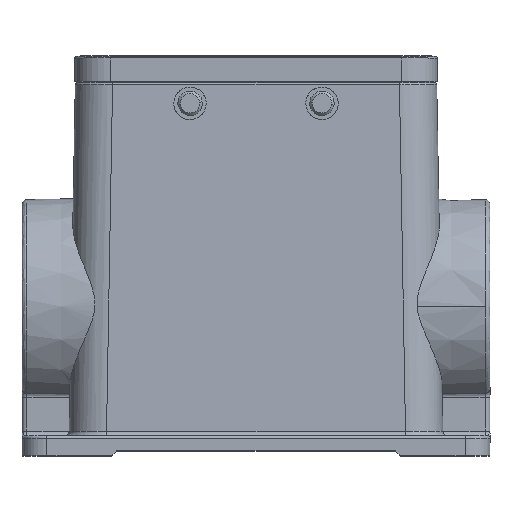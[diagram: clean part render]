
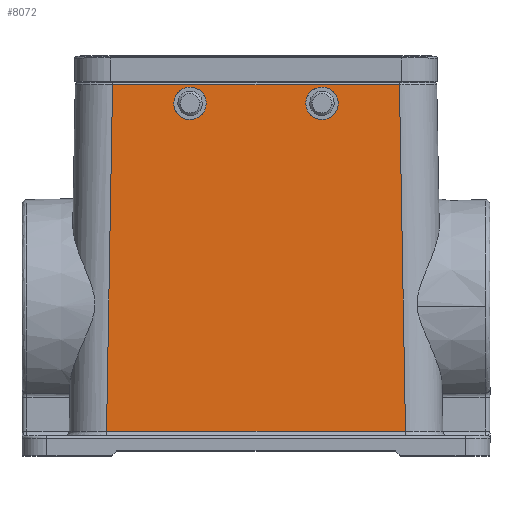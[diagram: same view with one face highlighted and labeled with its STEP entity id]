
A CAD part, top view. The second image highlights one B-rep face of the part: STEP entity #8072.
In plain terms, the highlighted planar face has unit normal (0, 0.018, 1).
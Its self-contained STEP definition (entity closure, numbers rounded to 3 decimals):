
#771 = AXIS2_PLACEMENT_3D ( 'NONE', #9062, #9063, #9064 ) ;
#773 = FACE_BOUND ( 'NONE', #5146, .T. ) ;
#778 = FACE_OUTER_BOUND ( 'NONE', #5158, .T. ) ;
#780 = FACE_BOUND ( 'NONE', #5818, .T. ) ;
#1344 = CARTESIAN_POINT ( 'NONE',  ( -10.017, -5.864, 21.567 ) ) ;
#1346 = CARTESIAN_POINT ( 'NONE',  ( -10.689, 0.601, 21.455 ) ) ;
#1348 = CARTESIAN_POINT ( 'NONE',  ( -17.154, -0.071, 21.466 ) ) ;
#1351 = CARTESIAN_POINT ( 'NONE',  ( -16.483, -6.536, 21.579 ) ) ;
#1674 =( BOUNDED_CURVE ( )  B_SPLINE_CURVE ( 3, ( #1351, #1348, #1346, #1344 ),
 .UNSPECIFIED., .F., .F. ) 
 B_SPLINE_CURVE_WITH_KNOTS ( ( 4, 4 ),
 ( 4.609, 7.75 ),
 .UNSPECIFIED. ) 
 CURVE ( )  GEOMETRIC_REPRESENTATION_ITEM ( )  RATIONAL_B_SPLINE_CURVE ( ( 1., 0.333, 0.333, 1. ) ) 
 REPRESENTATION_ITEM ( '' )  );
#3458 = EDGE_CURVE ( 'NONE', #6824, #6837, #1674, .T. ) ;
#3660 = VECTOR ( 'NONE', #6688, 1000. ) ;
#3802 = VECTOR ( 'NONE', #6682, 1000. ) ;
#4609 = CARTESIAN_POINT ( 'NONE',  ( 10.017, -5.864, 21.567 ) ) ;
#4610 = CARTESIAN_POINT ( 'NONE',  ( 10.689, 0.601, 21.455 ) ) ;
#4611 = CARTESIAN_POINT ( 'NONE',  ( 17.154, -0.071, 21.466 ) ) ;
#4612 = CARTESIAN_POINT ( 'NONE',  ( 16.483, -6.536, 21.579 ) ) ;
#5020 = VERTEX_POINT ( 'NONE', #9981 ) ;
#5022 = VERTEX_POINT ( 'NONE', #9983 ) ;
#5146 = EDGE_LOOP ( 'NONE', ( #7296, #7236 ) ) ;
#5158 = EDGE_LOOP ( 'NONE', ( #7347, #7358, #7355, #7351 ) ) ;
#5818 = EDGE_LOOP ( 'NONE', ( #7344, #7307 ) ) ;
#6380 =( BOUNDED_CURVE ( )  B_SPLINE_CURVE ( 3, ( #6676, #6677, #6678, #6679 ),
 .UNSPECIFIED., .F., .F. ) 
 B_SPLINE_CURVE_WITH_KNOTS ( ( 4, 4 ),
 ( 1.674, 4.816 ),
 .UNSPECIFIED. ) 
 CURVE ( )  GEOMETRIC_REPRESENTATION_ITEM ( )  RATIONAL_B_SPLINE_CURVE ( ( 1., 0.333, 0.333, 1. ) ) 
 REPRESENTATION_ITEM ( '' )  );
#6399 =( BOUNDED_CURVE ( )  B_SPLINE_CURVE ( 3, ( #4609, #4610, #4611, #4612 ),
 .UNSPECIFIED., .F., .F. ) 
 B_SPLINE_CURVE_WITH_KNOTS ( ( 4, 4 ),
 ( 4.816, 7.958 ),
 .UNSPECIFIED. ) 
 CURVE ( )  GEOMETRIC_REPRESENTATION_ITEM ( )  RATIONAL_B_SPLINE_CURVE ( ( 1., 0.333, 0.333, 1. ) ) 
 REPRESENTATION_ITEM ( '' )  );
#6415 =( BOUNDED_CURVE ( )  B_SPLINE_CURVE ( 3, ( #6689, #6690, #6691, #6692 ),
 .UNSPECIFIED., .F., .T. ) 
 B_SPLINE_CURVE_WITH_KNOTS ( ( 4, 4 ),
 ( 1.467, 4.609 ),
 .UNSPECIFIED. ) 
 CURVE ( )  GEOMETRIC_REPRESENTATION_ITEM ( )  RATIONAL_B_SPLINE_CURVE ( ( 1., 0.333, 0.333, 1. ) ) 
 REPRESENTATION_ITEM ( '' )  );
#6673 = LINE ( 'NONE', #6674, #7660 ) ;
#6674 = CARTESIAN_POINT ( 'NONE',  ( -38.892, -2.491, 21.509 ) ) ;
#6675 = DIRECTION ( 'NONE',  ( -1., 0., 0. ) ) ;
#6676 = CARTESIAN_POINT ( 'NONE',  ( 16.483, -6.536, 21.579 ) ) ;
#6677 = CARTESIAN_POINT ( 'NONE',  ( 15.811, -13.001, 21.692 ) ) ;
#6678 = CARTESIAN_POINT ( 'NONE',  ( 9.346, -12.329, 21.68 ) ) ;
#6679 = CARTESIAN_POINT ( 'NONE',  ( 10.017, -5.864, 21.567 ) ) ;
#6680 = LINE ( 'NONE', #6681, #3802 ) ;
#6681 = CARTESIAN_POINT ( 'NONE',  ( 30.023, -72.017, 22.722 ) ) ;
#6682 = DIRECTION ( 'NONE',  ( -0.017, 1., -0.017 ) ) ;
#6683 = LINE ( 'NONE', #6684, #9684 ) ;
#6684 = CARTESIAN_POINT ( 'NONE',  ( -28.809, -2.491, 21.509 ) ) ;
#6685 = DIRECTION ( 'NONE',  ( -0.017, -1., 0.017 ) ) ;
#6686 = LINE ( 'NONE', #6687, #3660 ) ;
#6687 = CARTESIAN_POINT ( 'NONE',  ( -38.892, -72.017, 22.722 ) ) ;
#6688 = DIRECTION ( 'NONE',  ( 1., 0., 0. ) ) ;
#6689 = CARTESIAN_POINT ( 'NONE',  ( -10.017, -5.864, 21.567 ) ) ;
#6690 = CARTESIAN_POINT ( 'NONE',  ( -9.346, -12.329, 21.68 ) ) ;
#6691 = CARTESIAN_POINT ( 'NONE',  ( -15.811, -13.001, 21.692 ) ) ;
#6692 = CARTESIAN_POINT ( 'NONE',  ( -16.483, -6.536, 21.579 ) ) ;
#6824 = VERTEX_POINT ( 'NONE', #10083 ) ;
#6837 = VERTEX_POINT ( 'NONE', #10096 ) ;
#6845 = VERTEX_POINT ( 'NONE', #10104 ) ;
#6846 = VERTEX_POINT ( 'NONE', #10105 ) ;
#7236 = ORIENTED_EDGE ( 'NONE', *, *, #7828, .T. ) ;
#7296 = ORIENTED_EDGE ( 'NONE', *, *, #8222, .T. ) ;
#7307 = ORIENTED_EDGE ( 'NONE', *, *, #7832, .T. ) ;
#7344 = ORIENTED_EDGE ( 'NONE', *, *, #3458, .T. ) ;
#7347 = ORIENTED_EDGE ( 'NONE', *, *, #7829, .T. ) ;
#7351 = ORIENTED_EDGE ( 'NONE', *, *, #7831, .T. ) ;
#7355 = ORIENTED_EDGE ( 'NONE', *, *, #7830, .T. ) ;
#7358 = ORIENTED_EDGE ( 'NONE', *, *, #7827, .T. ) ;
#7590 = CARTESIAN_POINT ( 'NONE',  ( 30.023, -72.017, 22.722 ) ) ;
#7613 = CARTESIAN_POINT ( 'NONE',  ( -28.809, -2.491, 21.509 ) ) ;
#7660 = VECTOR ( 'NONE', #6675, 1000. ) ;
#7827 = EDGE_CURVE ( 'NONE', #5022, #9517, #6673, .T. ) ;
#7828 = EDGE_CURVE ( 'NONE', #6845, #6846, #6380, .T. ) ;
#7829 = EDGE_CURVE ( 'NONE', #9494, #5022, #6680, .T. ) ;
#7830 = EDGE_CURVE ( 'NONE', #9517, #5020, #6683, .T. ) ;
#7831 = EDGE_CURVE ( 'NONE', #5020, #9494, #6686, .T. ) ;
#7832 = EDGE_CURVE ( 'NONE', #6837, #6824, #6415, .T. ) ;
#8072 = ADVANCED_FACE ( 'NONE', ( #773, #778, #780 ), #9061, .T. ) ;
#8222 = EDGE_CURVE ( 'NONE', #6846, #6845, #6399, .T. ) ;
#9061 = PLANE ( 'NONE',  #771 ) ;
#9062 = CARTESIAN_POINT ( 'NONE',  ( -38.892, -2., 21.5 ) ) ;
#9063 = DIRECTION ( 'NONE',  ( 0., 0.017, 1. ) ) ;
#9064 = DIRECTION ( 'NONE',  ( 0., -1., 0.017 ) ) ;
#9494 = VERTEX_POINT ( 'NONE', #7590 ) ;
#9517 = VERTEX_POINT ( 'NONE', #7613 ) ;
#9684 = VECTOR ( 'NONE', #6685, 1000. ) ;
#9981 = CARTESIAN_POINT ( 'NONE',  ( -30.023, -72.017, 22.722 ) ) ;
#9983 = CARTESIAN_POINT ( 'NONE',  ( 28.81, -2.491, 21.509 ) ) ;
#10083 = CARTESIAN_POINT ( 'NONE',  ( -16.483, -6.536, 21.579 ) ) ;
#10096 = CARTESIAN_POINT ( 'NONE',  ( -10.017, -5.864, 21.567 ) ) ;
#10104 = CARTESIAN_POINT ( 'NONE',  ( 16.483, -6.536, 21.579 ) ) ;
#10105 = CARTESIAN_POINT ( 'NONE',  ( 10.017, -5.864, 21.567 ) ) ;
